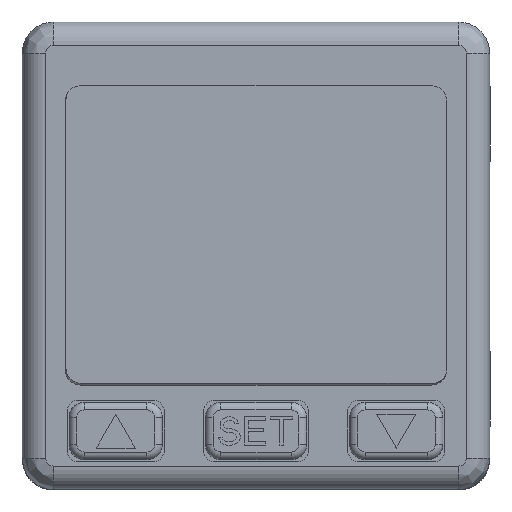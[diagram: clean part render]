
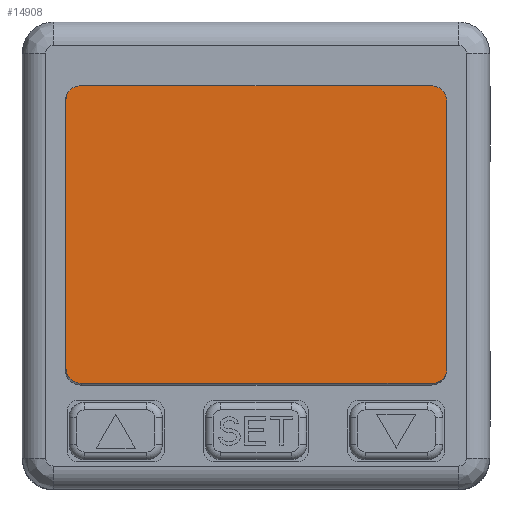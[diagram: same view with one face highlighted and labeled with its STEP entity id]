
A CAD part, top view. The second image highlights one B-rep face of the part: STEP entity #14908.
In plain terms, the highlighted planar face has unit normal (0, 0, 1).
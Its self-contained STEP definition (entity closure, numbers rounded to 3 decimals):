
#2364=CARTESIAN_POINT('',(11.25,10.992,24.97));
#2365=CARTESIAN_POINT('',(11.354,10.992,24.97));
#2366=CARTESIAN_POINT('',(11.546,10.963,24.97));
#2367=CARTESIAN_POINT('',(11.797,10.858,24.97));
#2368=CARTESIAN_POINT('',(12.016,10.695,24.97));
#2369=CARTESIAN_POINT('',(12.138,10.544,24.97));
#2370=CARTESIAN_POINT('',(12.191,10.454,24.97));
#2372=CARTESIAN_POINT('',(11.3,10.,24.97));
#2373=DIRECTION('',(0.,0.,1.));
#2374=DIRECTION('',(1.,0.,0.));
#2375=AXIS2_PLACEMENT_3D('',#2372,#2373,#2374);
#2377=DIRECTION('',(0.,1.,0.));
#2378=VECTOR('',#2377,17.2);
#2379=CARTESIAN_POINT('',(12.3,-7.2,24.97));
#2380=LINE('',#2379,#2378);
#2381=CARTESIAN_POINT('',(11.3,-7.2,24.97));
#2382=DIRECTION('',(0.,0.,1.));
#2383=DIRECTION('',(0.,-1.,0.));
#2384=AXIS2_PLACEMENT_3D('',#2381,#2382,#2383);
#2386=DIRECTION('',(1.,0.,0.));
#2387=VECTOR('',#2386,22.5);
#2388=CARTESIAN_POINT('',(-11.2,-8.2,24.97));
#2389=LINE('',#2388,#2387);
#2390=CARTESIAN_POINT('',(-11.2,-7.2,24.97));
#2391=DIRECTION('',(0.,0.,1.));
#2392=DIRECTION('',(-1.,0.,0.));
#2393=AXIS2_PLACEMENT_3D('',#2390,#2391,#2392);
#2395=DIRECTION('',(0.,-1.,0.));
#2396=VECTOR('',#2395,17.2);
#2397=CARTESIAN_POINT('',(-12.2,10.,24.97));
#2398=LINE('',#2397,#2396);
#2399=CARTESIAN_POINT('',(-11.2,10.,24.97));
#2400=DIRECTION('',(0.,0.,1.));
#2401=DIRECTION('',(-0.171,0.985,0.));
#2402=AXIS2_PLACEMENT_3D('',#2399,#2400,#2401);
#2404=CARTESIAN_POINT('',(-11.371,10.985,24.97));
#2405=CARTESIAN_POINT('',(-11.331,10.99,24.97));
#2406=CARTESIAN_POINT('',(-11.29,10.992,24.97));
#2407=CARTESIAN_POINT('',(-11.25,10.992,24.97));
#2409=DIRECTION('',(-1.,0.,0.));
#2410=VECTOR('',#2409,22.5);
#2411=CARTESIAN_POINT('',(11.25,10.992,24.97));
#2412=LINE('',#2411,#2410);
#9807=CARTESIAN_POINT('',(-12.2,10.,24.97));
#9808=CARTESIAN_POINT('',(-12.2,-7.2,24.97));
#9809=VERTEX_POINT('',#9807);
#9810=VERTEX_POINT('',#9808);
#9811=CARTESIAN_POINT('',(-11.2,-8.2,24.97));
#9812=VERTEX_POINT('',#9811);
#9813=CARTESIAN_POINT('',(11.3,-8.2,24.97));
#9814=VERTEX_POINT('',#9813);
#9815=CARTESIAN_POINT('',(12.3,-7.2,24.97));
#9816=VERTEX_POINT('',#9815);
#9817=CARTESIAN_POINT('',(12.3,10.,24.97));
#9818=VERTEX_POINT('',#9817);
#11178=VERTEX_POINT('',#2364);
#11179=VERTEX_POINT('',#2370);
#11180=CARTESIAN_POINT('',(-11.25,10.992,24.97));
#11181=VERTEX_POINT('',#11180);
#11182=VERTEX_POINT('',#2404);
#14883=CARTESIAN_POINT('',(0.05,2.6,24.97));
#14884=DIRECTION('',(0.,0.,1.));
#14885=DIRECTION('',(1.,0.,0.));
#14886=AXIS2_PLACEMENT_3D('',#14883,#14884,#14885);
#14887=PLANE('',#14886);
#14888=ORIENTED_EDGE('',*,*,#14871,.T.);
#14889=ORIENTED_EDGE('',*,*,#14829,.F.);
#14891=ORIENTED_EDGE('',*,*,#14890,.F.);
#14893=ORIENTED_EDGE('',*,*,#14892,.F.);
#14895=ORIENTED_EDGE('',*,*,#14894,.F.);
#14897=ORIENTED_EDGE('',*,*,#14896,.F.);
#14899=ORIENTED_EDGE('',*,*,#14898,.F.);
#14901=ORIENTED_EDGE('',*,*,#14900,.F.);
#14903=ORIENTED_EDGE('',*,*,#14902,.T.);
#14905=ORIENTED_EDGE('',*,*,#14904,.F.);
#14906=EDGE_LOOP('',(#14888,#14889,#14891,#14893,#14895,#14897,#14899,#14901,
#14903,#14905));
#14907=FACE_OUTER_BOUND('',#14906,.F.);
#14908=ADVANCED_FACE('',(#14907),#14887,.T.);
#2371=B_SPLINE_CURVE_WITH_KNOTS('',3,(#2364,#2365,#2366,#2367,#2368,#2369,
#2370),.UNSPECIFIED.,.F.,.F.,(4,1,1,1,4),(0.,0.25,0.5,0.75,1.),
.UNSPECIFIED.);
#2376=CIRCLE('',#2375,1.);
#2385=CIRCLE('',#2384,1.);
#2394=CIRCLE('',#2393,1.);
#2403=CIRCLE('',#2402,1.);
#2408=B_SPLINE_CURVE_WITH_KNOTS('',3,(#2404,#2405,#2406,#2407),.UNSPECIFIED.,
.F.,.F.,(4,4),(0.,1.),.UNSPECIFIED.);
#14829=EDGE_CURVE('',#9818,#11179,#2376,.T.);
#14871=EDGE_CURVE('',#11178,#11179,#2371,.T.);
#14890=EDGE_CURVE('',#9816,#9818,#2380,.T.);
#14892=EDGE_CURVE('',#9814,#9816,#2385,.T.);
#14894=EDGE_CURVE('',#9812,#9814,#2389,.T.);
#14896=EDGE_CURVE('',#9810,#9812,#2394,.T.);
#14898=EDGE_CURVE('',#9809,#9810,#2398,.T.);
#14900=EDGE_CURVE('',#11182,#9809,#2403,.T.);
#14902=EDGE_CURVE('',#11182,#11181,#2408,.T.);
#14904=EDGE_CURVE('',#11178,#11181,#2412,.T.);
